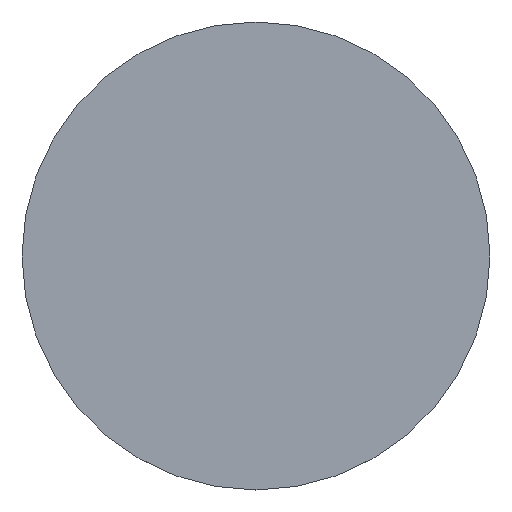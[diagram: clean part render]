
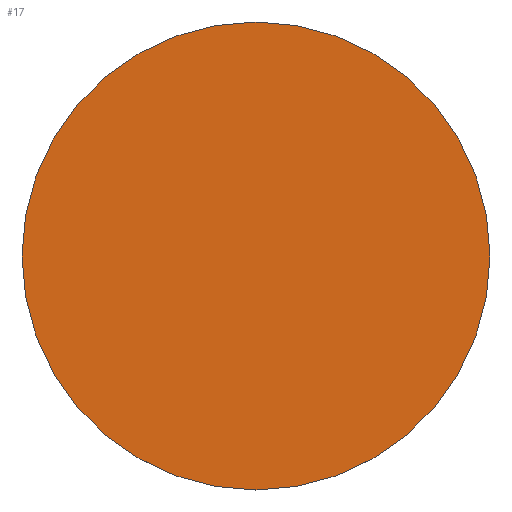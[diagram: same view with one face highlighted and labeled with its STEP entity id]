
A CAD part, top view. The second image highlights one B-rep face of the part: STEP entity #17.
In plain terms, the highlighted planar face has unit normal (0, 0, 1).
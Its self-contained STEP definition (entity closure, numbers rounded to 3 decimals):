
#1 = CARTESIAN_POINT ( 'NONE',  ( 15., 0., 0.1 ) ) ;
#11 = AXIS2_PLACEMENT_3D ( 'NONE', #12, #71, #124 ) ;
#12 = CARTESIAN_POINT ( 'NONE',  ( 0., 0., 0.1 ) ) ;
#15 = CARTESIAN_POINT ( 'NONE',  ( 0., 0., 0.1 ) ) ;
#17 = ADVANCED_FACE ( 'NONE', ( #30 ), #106, .T. ) ;
#30 = FACE_OUTER_BOUND ( 'NONE', #162, .T. ) ;
#36 = CARTESIAN_POINT ( 'NONE',  ( 0., 0., 0.1 ) ) ;
#38 = AXIS2_PLACEMENT_3D ( 'NONE', #15, #101, #73 ) ;
#53 = VERTEX_POINT ( 'NONE', #114 ) ;
#54 = ORIENTED_EDGE ( 'NONE', *, *, #123, .T. ) ;
#56 = AXIS2_PLACEMENT_3D ( 'NONE', #36, #57, #126 ) ;
#57 = DIRECTION ( 'NONE',  ( 0., 0., 1. ) ) ;
#71 = DIRECTION ( 'NONE',  ( 0., 0., 1. ) ) ;
#72 = CIRCLE ( 'NONE', #38, 15. ) ;
#73 = DIRECTION ( 'NONE',  ( 1., 0., 0. ) ) ;
#86 = CIRCLE ( 'NONE', #56, 15. ) ;
#101 = DIRECTION ( 'NONE',  ( 0., 0., 1. ) ) ;
#106 = PLANE ( 'NONE',  #11 ) ;
#114 = CARTESIAN_POINT ( 'NONE',  ( -15., 0., 0.1 ) ) ;
#123 = EDGE_CURVE ( 'NONE', #53, #151, #72, .T. ) ;
#124 = DIRECTION ( 'NONE',  ( 1., 0., 0. ) ) ;
#126 = DIRECTION ( 'NONE',  ( 1., 0., 0. ) ) ;
#136 = ORIENTED_EDGE ( 'NONE', *, *, #169, .T. ) ;
#151 = VERTEX_POINT ( 'NONE', #1 ) ;
#162 = EDGE_LOOP ( 'NONE', ( #54, #136 ) ) ;
#169 = EDGE_CURVE ( 'NONE', #151, #53, #86, .T. ) ;
